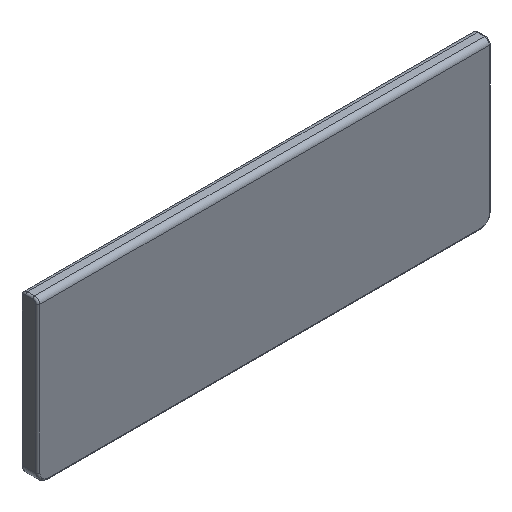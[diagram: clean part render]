
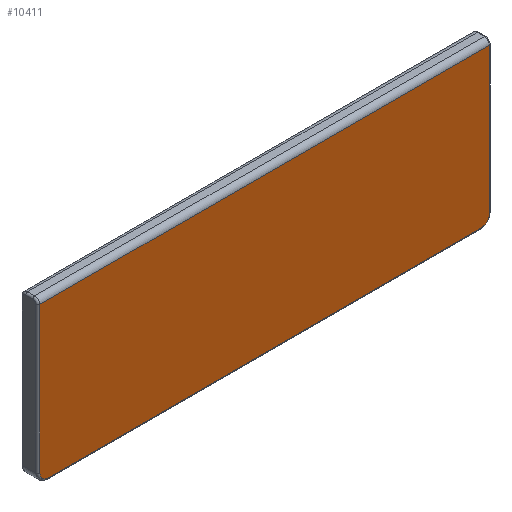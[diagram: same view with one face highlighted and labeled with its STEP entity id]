
A CAD part, isometric view. The second image highlights one B-rep face of the part: STEP entity #10411.
In plain terms, the highlighted planar face has unit normal (0, -1, 0).
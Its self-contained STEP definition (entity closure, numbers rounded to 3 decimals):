
#139=PLANE('',#11069);
#732=LINE('',#14448,#2161);
#734=LINE('',#14460,#2163);
#736=LINE('',#14472,#2165);
#752=LINE('',#14532,#2181);
#2161=VECTOR('',#11705,10.);
#2163=VECTOR('',#11719,10.);
#2165=VECTOR('',#11733,10.);
#2181=VECTOR('',#11805,10.);
#3625=FACE_OUTER_BOUND('',#4243,.T.);
#4243=EDGE_LOOP('',(#7529,#7530,#7531,#7532,#7533,#7534));
#4972=CIRCLE('',#11032,8.);
#4976=CIRCLE('',#11038,8.);
#5009=VERTEX_POINT('',#14440);
#5011=VERTEX_POINT('',#14446);
#5013=VERTEX_POINT('',#14452);
#5015=VERTEX_POINT('',#14458);
#5017=VERTEX_POINT('',#14464);
#5019=VERTEX_POINT('',#14470);
#5987=EDGE_CURVE('',#5011,#5009,#732,.T.);
#5990=EDGE_CURVE('',#5013,#5011,#4972,.T.);
#5993=EDGE_CURVE('',#5015,#5013,#734,.T.);
#5996=EDGE_CURVE('',#5017,#5015,#4976,.T.);
#5999=EDGE_CURVE('',#5019,#5017,#736,.T.);
#6030=EDGE_CURVE('',#5009,#5019,#752,.T.);
#7529=ORIENTED_EDGE('',*,*,#5987,.F.);
#7530=ORIENTED_EDGE('',*,*,#5990,.F.);
#7531=ORIENTED_EDGE('',*,*,#5993,.F.);
#7532=ORIENTED_EDGE('',*,*,#5996,.F.);
#7533=ORIENTED_EDGE('',*,*,#5999,.F.);
#7534=ORIENTED_EDGE('',*,*,#6030,.F.);
#10411=ADVANCED_FACE('',(#3625),#139,.T.);
#11032=AXIS2_PLACEMENT_3D('',#14454,#11711,#11712);
#11038=AXIS2_PLACEMENT_3D('',#14466,#11725,#11726);
#11069=AXIS2_PLACEMENT_3D('',#14531,#11803,#11804);
#11705=DIRECTION('',(0.,0.,1.));
#11711=DIRECTION('center_axis',(0.,1.,0.));
#11712=DIRECTION('ref_axis',(-0.707,0.,-0.707));
#11719=DIRECTION('',(-1.,0.,0.));
#11725=DIRECTION('center_axis',(0.,1.,0.));
#11726=DIRECTION('ref_axis',(0.707,0.,-0.707));
#11733=DIRECTION('',(0.,0.,-1.));
#11803=DIRECTION('center_axis',(0.,-1.,0.));
#11804=DIRECTION('ref_axis',(0.,0.,-1.));
#11805=DIRECTION('',(1.,0.,0.));
#14440=CARTESIAN_POINT('',(2.,0.,-5.));
#14446=CARTESIAN_POINT('',(2.,0.,-150.));
#14448=CARTESIAN_POINT('',(2.,0.,-120.));
#14452=CARTESIAN_POINT('',(10.,0.,-158.));
#14454=CARTESIAN_POINT('Origin',(10.,0.,-150.));
#14458=CARTESIAN_POINT('',(440.,0.,-158.));
#14460=CARTESIAN_POINT('',(337.5,0.,-158.));
#14464=CARTESIAN_POINT('',(448.,0.,-150.));
#14466=CARTESIAN_POINT('Origin',(440.,0.,-150.));
#14470=CARTESIAN_POINT('',(448.,0.,-5.));
#14472=CARTESIAN_POINT('',(448.,0.,-40.));
#14531=CARTESIAN_POINT('Origin',(225.,0.,-80.));
#14532=CARTESIAN_POINT('',(112.5,0.,-5.));
